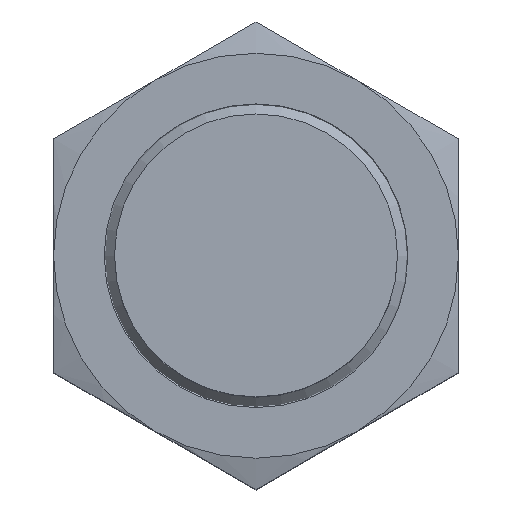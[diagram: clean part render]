
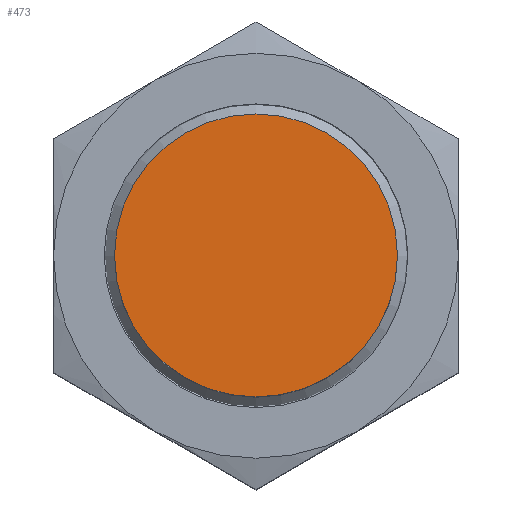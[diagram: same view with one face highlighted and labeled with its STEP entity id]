
A CAD part, top view. The second image highlights one B-rep face of the part: STEP entity #473.
In plain terms, the highlighted face is planar.
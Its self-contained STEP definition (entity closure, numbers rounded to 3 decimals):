
#64=PLANE('',#540);
#105=ORIENTED_EDGE('',*,*,#225,.F.);
#225=EDGE_CURVE('',#285,#285,#326,.T.);
#285=VERTEX_POINT('',#775);
#326=CIRCLE('',#541,8.387);
#356=EDGE_LOOP('',(#105));
#412=FACE_BOUND('',#356,.T.);
#473=ADVANCED_FACE('',(#412),#64,.F.);
#540=AXIS2_PLACEMENT_3D('',#773,#615,#616);
#541=AXIS2_PLACEMENT_3D('',#774,#617,#618);
#615=DIRECTION('',(1.,0.,0.));
#616=DIRECTION('',(0.,0.,-1.));
#617=DIRECTION('',(1.,0.,0.));
#618=DIRECTION('',(0.,0.,-1.));
#773=CARTESIAN_POINT('',(0.,0.,0.));
#774=CARTESIAN_POINT('',(0.,0.,0.));
#775=CARTESIAN_POINT('',(0.,0.,-8.387));
